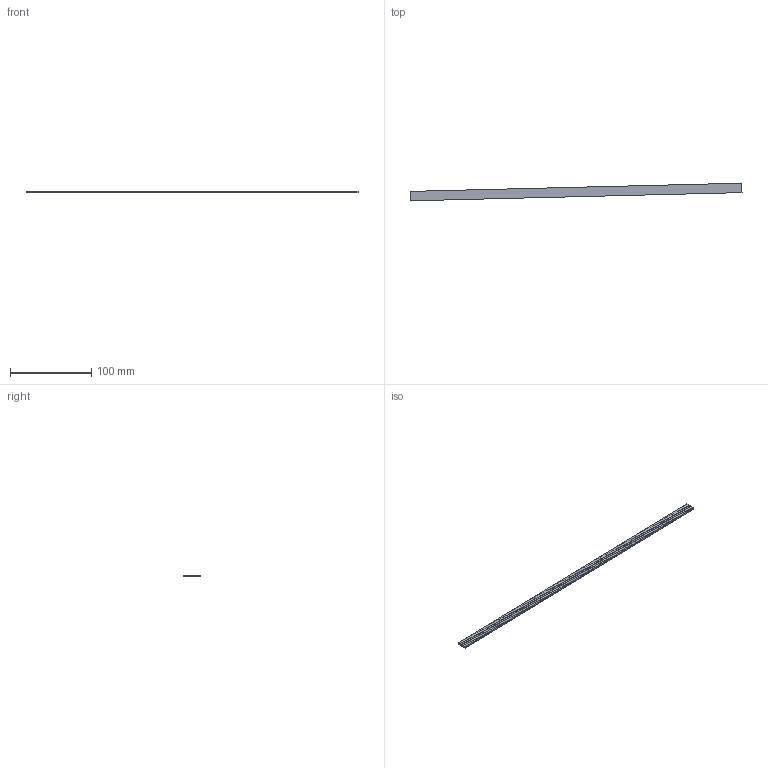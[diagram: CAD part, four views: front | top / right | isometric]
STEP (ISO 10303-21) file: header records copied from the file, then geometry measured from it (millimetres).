
FILE_DESCRIPTION(/* description */ ('Unknown'),/* implementation_level */ '2;1');
FILE_NAME(/* name */ '3851230_maxSized',/* time_stamp */ '2019-12-02T13:24:24+08:00',/* author */ ('Unknown'),/* organization */ ('Unknown'),/* preprocessor_version */ 'ST-DEVELOPER v16.7',/* originating_system */ 'DEX',/* authorisation */ $);
FILE_SCHEMA (('AUTOMOTIVE_DESIGN {1 0 10303 214 3 1 1}'));
Products named in the file (3): 3851230_maxSized; maxSized; 3851230_407,04mm
Assembly tree (2 placements, depth 2):
  3851230_maxSized
    maxSized
    3851230_407,04mm
Bounding box: 408 x 21.69 x 2.3 mm (x, y, z)
Volume: 11418 mm3; surface area: 27048.7 mm2
Topology: 2 solids, 2 shells, 2322 faces, 6692 edges, 4120 vertices
Faces by surface type: cylinder 1280, plane 1042
Entity records: 76310 total; most frequent: DIRECTION 13902, ORIENTED_EDGE 13384, CARTESIAN_POINT 13137, EDGE_CURVE 6692, AXIS2_PLACEMENT_3D 4885, LINE 4132, VECTOR 4132, VERTEX_POINT 4120
